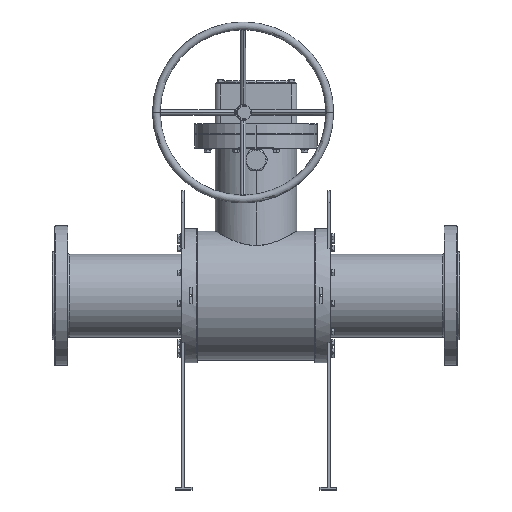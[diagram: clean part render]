
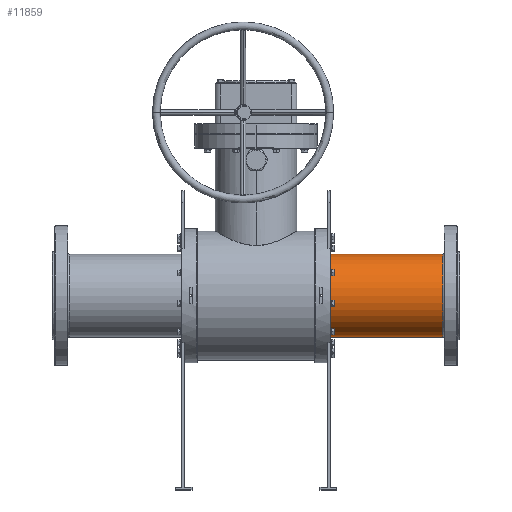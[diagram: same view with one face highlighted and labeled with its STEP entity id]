
A CAD part, top view. The second image highlights one B-rep face of the part: STEP entity #11859.
In plain terms, the highlighted cylindrical face has radius 160 mm (diameter 320 mm), a partial arc.
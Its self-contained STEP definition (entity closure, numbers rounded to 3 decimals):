
#1366 = DIRECTION ( 'NONE',  ( -1., 0., 0. ) ) ;
#1724 = CIRCLE ( 'NONE', #3489, 160. ) ;
#1811 = CARTESIAN_POINT ( 'NONE',  ( 287.5, 0., 0. ) ) ;
#2353 = CARTESIAN_POINT ( 'NONE',  ( 287.5, 160., 0. ) ) ;
#3489 = AXIS2_PLACEMENT_3D ( 'NONE', #16236, #20682, #14298 ) ;
#6246 = CYLINDRICAL_SURFACE ( 'NONE', #9549, 160. ) ;
#6832 = EDGE_CURVE ( 'NONE', #24936, #21335, #20632, .T. ) ;
#7734 = CIRCLE ( 'NONE', #14894, 160. ) ;
#7790 = DIRECTION ( 'NONE',  ( -1., 0., 0. ) ) ;
#8201 = FACE_OUTER_BOUND ( 'NONE', #10035, .T. ) ;
#9415 = ORIENTED_EDGE ( 'NONE', *, *, #16458, .T. ) ;
#9549 = AXIS2_PLACEMENT_3D ( 'NONE', #16720, #1366, #27041 ) ;
#10035 = EDGE_LOOP ( 'NONE', ( #9415, #17527, #27580, #15884 ) ) ;
#10126 = CARTESIAN_POINT ( 'NONE',  ( -787.5, -160., 0. ) ) ;
#10338 = DIRECTION ( 'NONE',  ( 1., 0., 0. ) ) ;
#10971 = VERTEX_POINT ( 'NONE', #21845 ) ;
#11482 = EDGE_CURVE ( 'NONE', #21335, #10971, #7734, .T. ) ;
#11859 = ADVANCED_FACE ( 'NONE', ( #8201 ), #6246, .T. ) ;
#14298 = DIRECTION ( 'NONE',  ( 0., 1., 0. ) ) ;
#14894 = AXIS2_PLACEMENT_3D ( 'NONE', #1811, #10338, #21346 ) ;
#15884 = ORIENTED_EDGE ( 'NONE', *, *, #25805, .F. ) ;
#16236 = CARTESIAN_POINT ( 'NONE',  ( 722.5, 0., 0. ) ) ;
#16458 = EDGE_CURVE ( 'NONE', #24501, #24936, #1724, .T. ) ;
#16720 = CARTESIAN_POINT ( 'NONE',  ( -787.5, 0., 0. ) ) ;
#17527 = ORIENTED_EDGE ( 'NONE', *, *, #6832, .T. ) ;
#17743 = CARTESIAN_POINT ( 'NONE',  ( 722.5, 160., 0. ) ) ;
#18343 = DIRECTION ( 'NONE',  ( -1., 0., 0. ) ) ;
#19129 = VECTOR ( 'NONE', #18343, 1000. ) ;
#20632 = LINE ( 'NONE', #25223, #22561 ) ;
#20682 = DIRECTION ( 'NONE',  ( -1., 0., 0. ) ) ;
#21026 = CARTESIAN_POINT ( 'NONE',  ( 722.5, -160., 0. ) ) ;
#21335 = VERTEX_POINT ( 'NONE', #2353 ) ;
#21346 = DIRECTION ( 'NONE',  ( 0., 0., -1. ) ) ;
#21845 = CARTESIAN_POINT ( 'NONE',  ( 287.5, -160., 0. ) ) ;
#22561 = VECTOR ( 'NONE', #7790, 1000. ) ;
#24501 = VERTEX_POINT ( 'NONE', #21026 ) ;
#24936 = VERTEX_POINT ( 'NONE', #17743 ) ;
#25223 = CARTESIAN_POINT ( 'NONE',  ( -787.5, 160., 0. ) ) ;
#25805 = EDGE_CURVE ( 'NONE', #24501, #10971, #27279, .T. ) ;
#27041 = DIRECTION ( 'NONE',  ( 0., -1., 0. ) ) ;
#27279 = LINE ( 'NONE', #10126, #19129 ) ;
#27580 = ORIENTED_EDGE ( 'NONE', *, *, #11482, .T. ) ;
